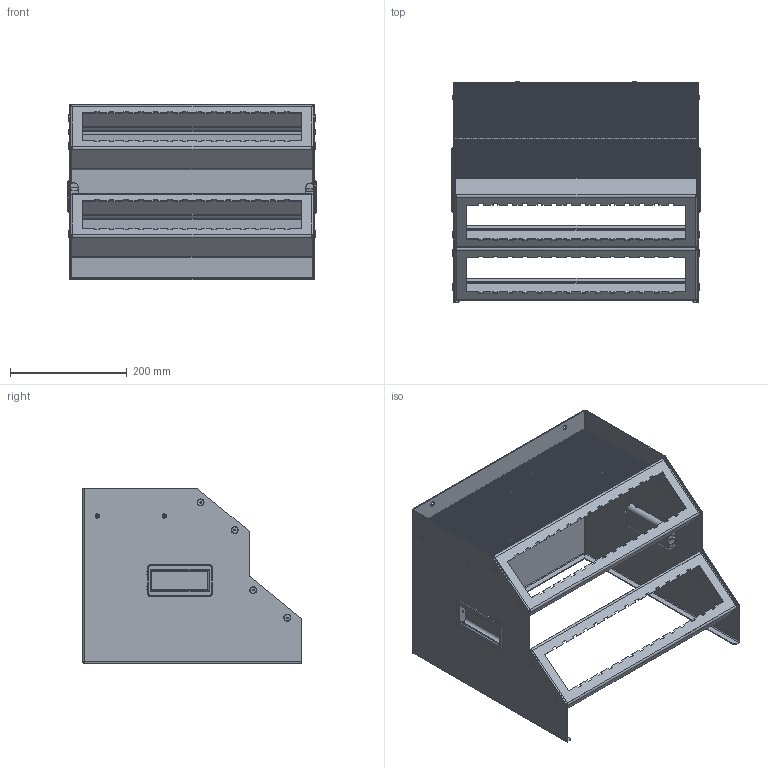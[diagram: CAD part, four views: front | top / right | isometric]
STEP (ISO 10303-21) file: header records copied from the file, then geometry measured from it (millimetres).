
FILE_DESCRIPTION(/* description */ ('Tischaufsatzgestell (TAG) 2-1 425 x 375 x 300'),/* implementation_level */ '2;1');
FILE_NAME(/* name */ '8024-00.stp',/* time_stamp */ '2024-03-13T15:34:14+01:00',/* author */ ('marvin.friedrich'),/* organization */ ('B+H'),/* preprocessor_version */ 'ST-DEVELOPER v18.1',/* originating_system */ 'Autodesk Inventor 2022',/* authorisation */ '');
FILE_SCHEMA (('AUTOMOTIVE_DESIGN { 1 0 10303 214 3 1 1 }'));
Length unit declared in the file: millimetre
Products named in the file (9): 8024-00; 8025-00; 8018-00; 8019-00; 8026-00; 8027-00; Schalengriff Fa. Mentor BNr. 3232.1103; BLINDNIET Ø4x8-ALU; BLINDNIET Ø6x18-ALU
Assembly tree (22 placements, depth 3):
  8024-00
    8025-00
    8018-00  x2
      8019-00
    8026-00
    BLINDNIET Ø4x8-ALU  x6
    BLINDNIET Ø6x18-ALU  x8
    8027-00
    Schalengriff Fa. Mentor BNr. 3232.1103  x2
Bounding box: 425.5 x 376 x 300 mm (x, y, z)
Volume: 1075917.6 mm3; surface area: 1352916.7 mm2
Topology: 21 solids, 21 shells, 1325 faces, 3484 edges, 2225 vertices
Faces by surface type: plane 1048, cylinder 196, bspline 59, torus 14, cone 8
Full cylindrical faces by diameter (mm): 2 x6, 2.75 x8, 4 x6, 4.06 x2, 4.5 x12, 6 x10, 6.5 x16, 7.2 x6, 8 x2, 11.75 x8
Entity records: 30321 total; most frequent: CARTESIAN_POINT 6739, ORIENTED_EDGE 4970, DIRECTION 4414, EDGE_CURVE 2485, LINE 2210, VECTOR 2210, VERTEX_POINT 1595, AXIS2_PLACEMENT_3D 1102
